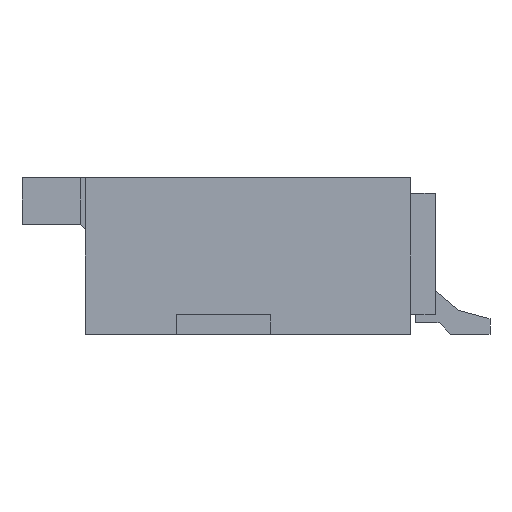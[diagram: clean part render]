
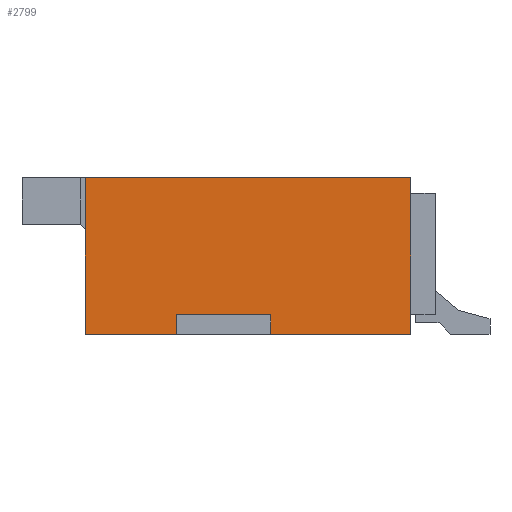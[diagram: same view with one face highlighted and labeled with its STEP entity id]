
A CAD part, left-side view. The second image highlights one B-rep face of the part: STEP entity #2799.
In plain terms, the highlighted planar face has unit normal (-1, 0, 0).
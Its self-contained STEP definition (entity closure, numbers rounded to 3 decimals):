
#117 = CARTESIAN_POINT ( 'NONE',  ( -5.449, 3.389, 0. ) ) ;
#217 = DIRECTION ( 'NONE',  ( 0., -1., 0. ) ) ;
#447 = VECTOR ( 'NONE', #13223, 1000. ) ;
#470 = CARTESIAN_POINT ( 'NONE',  ( -5.449, 1.214, 2. ) ) ;
#1025 = DIRECTION ( 'NONE',  ( 0., 1., 0. ) ) ;
#1155 = DIRECTION ( 'NONE',  ( 0., 1., 0. ) ) ;
#2799 = ADVANCED_FACE ( 'NONE', ( #18306 ), #15138, .F. ) ;
#3170 = CARTESIAN_POINT ( 'NONE',  ( -5.449, 1.214, 0.25 ) ) ;
#3256 = CARTESIAN_POINT ( 'NONE',  ( -5.449, 3.389, 0. ) ) ;
#3280 = VECTOR ( 'NONE', #6529, 1000. ) ;
#3731 = VERTEX_POINT ( 'NONE', #18140 ) ;
#3875 = AXIS2_PLACEMENT_3D ( 'NONE', #470, #16725, #19798 ) ;
#4084 = ORIENTED_EDGE ( 'NONE', *, *, #17805, .T. ) ;
#4535 = VERTEX_POINT ( 'NONE', #9827 ) ;
#4800 = CARTESIAN_POINT ( 'NONE',  ( -5.449, -0.761, 0. ) ) ;
#5075 = CARTESIAN_POINT ( 'NONE',  ( -5.449, -0.761, 0. ) ) ;
#6247 = VERTEX_POINT ( 'NONE', #12703 ) ;
#6295 = EDGE_CURVE ( 'NONE', #16844, #8936, #10241, .T. ) ;
#6529 = DIRECTION ( 'NONE',  ( 0., 0., -1. ) ) ;
#6606 = VECTOR ( 'NONE', #19399, 1000. ) ;
#6867 = CARTESIAN_POINT ( 'NONE',  ( -5.449, -0.761, 0. ) ) ;
#6992 = CARTESIAN_POINT ( 'NONE',  ( -5.449, 2.229, 0.25 ) ) ;
#7502 = VECTOR ( 'NONE', #217, 1000. ) ;
#8456 = LINE ( 'NONE', #15502, #11307 ) ;
#8574 = ORIENTED_EDGE ( 'NONE', *, *, #10801, .T. ) ;
#8936 = VERTEX_POINT ( 'NONE', #3256 ) ;
#9268 = CARTESIAN_POINT ( 'NONE',  ( -5.449, 1.029, 0.25 ) ) ;
#9422 = EDGE_CURVE ( 'NONE', #20871, #6247, #12365, .T. ) ;
#9686 = LINE ( 'NONE', #9789, #3280 ) ;
#9789 = CARTESIAN_POINT ( 'NONE',  ( -5.449, 1.029, 0.25 ) ) ;
#9827 = CARTESIAN_POINT ( 'NONE',  ( -5.449, -0.761, 2. ) ) ;
#9994 = ORIENTED_EDGE ( 'NONE', *, *, #10691, .T. ) ;
#10004 = LINE ( 'NONE', #5075, #6606 ) ;
#10241 = LINE ( 'NONE', #117, #447 ) ;
#10266 = VERTEX_POINT ( 'NONE', #20746 ) ;
#10691 = EDGE_CURVE ( 'NONE', #3731, #4535, #14388, .T. ) ;
#10801 = EDGE_CURVE ( 'NONE', #4535, #16844, #8456, .T. ) ;
#11061 = EDGE_LOOP ( 'NONE', ( #12957, #20345, #4084, #16454, #9994, #8574, #13073, #13079 ) ) ;
#11095 = EDGE_CURVE ( 'NONE', #8936, #10266, #10004, .T. ) ;
#11307 = VECTOR ( 'NONE', #1025, 1000. ) ;
#12365 = LINE ( 'NONE', #3170, #17643 ) ;
#12703 = CARTESIAN_POINT ( 'NONE',  ( -5.449, 2.229, 0.25 ) ) ;
#12957 = ORIENTED_EDGE ( 'NONE', *, *, #19490, .F. ) ;
#13073 = ORIENTED_EDGE ( 'NONE', *, *, #6295, .T. ) ;
#13079 = ORIENTED_EDGE ( 'NONE', *, *, #11095, .T. ) ;
#13223 = DIRECTION ( 'NONE',  ( 0., 0., -1. ) ) ;
#14141 = VECTOR ( 'NONE', #15316, 1000. ) ;
#14388 = LINE ( 'NONE', #4800, #14996 ) ;
#14870 = EDGE_CURVE ( 'NONE', #19134, #3731, #15084, .T. ) ;
#14976 = CARTESIAN_POINT ( 'NONE',  ( -5.449, 3.389, 2. ) ) ;
#14996 = VECTOR ( 'NONE', #17870, 1000. ) ;
#15084 = LINE ( 'NONE', #6867, #7502 ) ;
#15138 = PLANE ( 'NONE',  #3875 ) ;
#15316 = DIRECTION ( 'NONE',  ( 0., 0., -1. ) ) ;
#15502 = CARTESIAN_POINT ( 'NONE',  ( -5.449, -0.761, 2. ) ) ;
#16454 = ORIENTED_EDGE ( 'NONE', *, *, #14870, .T. ) ;
#16725 = DIRECTION ( 'NONE',  ( 1., 0., 0. ) ) ;
#16844 = VERTEX_POINT ( 'NONE', #14976 ) ;
#16906 = LINE ( 'NONE', #6992, #14141 ) ;
#17643 = VECTOR ( 'NONE', #1155, 1000. ) ;
#17805 = EDGE_CURVE ( 'NONE', #20871, #19134, #9686, .T. ) ;
#17870 = DIRECTION ( 'NONE',  ( 0., 0., 1. ) ) ;
#18140 = CARTESIAN_POINT ( 'NONE',  ( -5.449, -0.761, 0. ) ) ;
#18306 = FACE_OUTER_BOUND ( 'NONE', #11061, .T. ) ;
#19134 = VERTEX_POINT ( 'NONE', #19796 ) ;
#19399 = DIRECTION ( 'NONE',  ( 0., -1., 0. ) ) ;
#19490 = EDGE_CURVE ( 'NONE', #6247, #10266, #16906, .T. ) ;
#19796 = CARTESIAN_POINT ( 'NONE',  ( -5.449, 1.029, 0. ) ) ;
#19798 = DIRECTION ( 'NONE',  ( 0., 1., 0. ) ) ;
#20345 = ORIENTED_EDGE ( 'NONE', *, *, #9422, .F. ) ;
#20746 = CARTESIAN_POINT ( 'NONE',  ( -5.449, 2.229, 0. ) ) ;
#20871 = VERTEX_POINT ( 'NONE', #9268 ) ;
